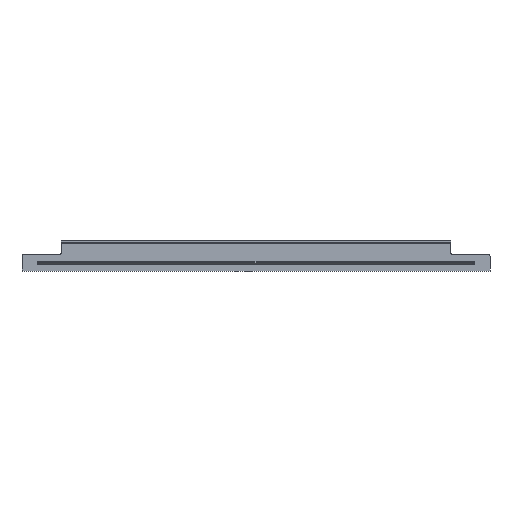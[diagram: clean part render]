
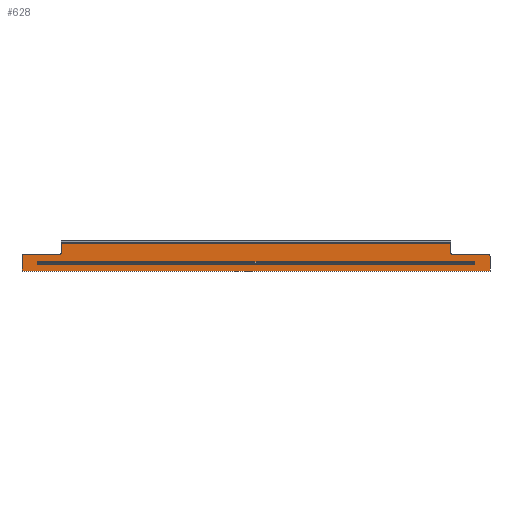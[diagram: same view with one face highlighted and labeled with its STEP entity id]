
A CAD part, front view. The second image highlights one B-rep face of the part: STEP entity #628.
In plain terms, the highlighted planar face has unit normal (0, -1, 0).
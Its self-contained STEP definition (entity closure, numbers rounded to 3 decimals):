
#8 = CARTESIAN_POINT ( 'NONE',  ( -296., 9.3, 8.75 ) ) ;
#17 = VERTEX_POINT ( 'NONE', #2012 ) ;
#23 = EDGE_CURVE ( 'NONE', #850, #1287, #626, .T. ) ;
#35 = VECTOR ( 'NONE', #383, 1000. ) ;
#45 = CARTESIAN_POINT ( 'NONE',  ( -248., 9.3, 25.45 ) ) ;
#47 = EDGE_CURVE ( 'NONE', #1679, #2025, #451, .T. ) ;
#55 = ORIENTED_EDGE ( 'NONE', *, *, #695, .T. ) ;
#70 = DIRECTION ( 'NONE',  ( 0., -1., 0. ) ) ;
#104 = VERTEX_POINT ( 'NONE', #1738 ) ;
#107 = EDGE_CURVE ( 'NONE', #1250, #2025, #1270, .T. ) ;
#117 = CARTESIAN_POINT ( 'NONE',  ( 298., 9.3, 0.7 ) ) ;
#150 = LINE ( 'NONE', #1874, #1823 ) ;
#184 = EDGE_CURVE ( 'NONE', #1755, #1011, #1915, .T. ) ;
#229 = ORIENTED_EDGE ( 'NONE', *, *, #1892, .F. ) ;
#232 = CIRCLE ( 'NONE', #1682, 2. ) ;
#248 = EDGE_LOOP ( 'NONE', ( #1929, #55, #1634, #569, #502, #275, #1745, #1122, #1491, #525, #535, #932 ) ) ;
#275 = ORIENTED_EDGE ( 'NONE', *, *, #2019, .T. ) ;
#280 = DIRECTION ( 'NONE',  ( 0., 0., -1. ) ) ;
#289 = EDGE_CURVE ( 'NONE', #1143, #584, #150, .T. ) ;
#342 = EDGE_CURVE ( 'NONE', #1011, #1143, #1106, .T. ) ;
#383 = DIRECTION ( 'NONE',  ( -1., 0., 0. ) ) ;
#384 = VECTOR ( 'NONE', #875, 1000. ) ;
#400 = LINE ( 'NONE', #702, #946 ) ;
#414 = VECTOR ( 'NONE', #2023, 1000. ) ;
#416 = CARTESIAN_POINT ( 'NONE',  ( -296., 9.3, 10.75 ) ) ;
#420 = CIRCLE ( 'NONE', #1926, 2. ) ;
#435 = VECTOR ( 'NONE', #1217, 1000. ) ;
#439 = VERTEX_POINT ( 'NONE', #1620 ) ;
#451 = LINE ( 'NONE', #117, #414 ) ;
#458 = CARTESIAN_POINT ( 'NONE',  ( -251., 9.3, 10.75 ) ) ;
#473 = DIRECTION ( 'NONE',  ( 0., 0., 1. ) ) ;
#475 = DIRECTION ( 'NONE',  ( -1., 0., 0. ) ) ;
#494 = CARTESIAN_POINT ( 'NONE',  ( -278., 9.3, -0.7 ) ) ;
#502 = ORIENTED_EDGE ( 'NONE', *, *, #23, .T. ) ;
#525 = ORIENTED_EDGE ( 'NONE', *, *, #1718, .T. ) ;
#535 = ORIENTED_EDGE ( 'NONE', *, *, #1570, .T. ) ;
#549 = AXIS2_PLACEMENT_3D ( 'NONE', #1882, #635, #1302 ) ;
#569 = ORIENTED_EDGE ( 'NONE', *, *, #1271, .T. ) ;
#584 = VERTEX_POINT ( 'NONE', #416 ) ;
#586 = CARTESIAN_POINT ( 'NONE',  ( 298., 9.3, 10.75 ) ) ;
#616 = VECTOR ( 'NONE', #1437, 1000. ) ;
#626 = LINE ( 'NONE', #903, #1167 ) ;
#628 = ADVANCED_FACE ( 'NONE', ( #1429, #1267 ), #1746, .F. ) ;
#635 = DIRECTION ( 'NONE',  ( 0., 1., 0. ) ) ;
#646 = DIRECTION ( 'NONE',  ( 0., 0., -1. ) ) ;
#649 = VERTEX_POINT ( 'NONE', #1576 ) ;
#665 = CARTESIAN_POINT ( 'NONE',  ( 248., 9.3, 25.45 ) ) ;
#674 = CARTESIAN_POINT ( 'NONE',  ( 298., 9.3, 25.45 ) ) ;
#682 = CARTESIAN_POINT ( 'NONE',  ( 298., 9.3, -10.25 ) ) ;
#690 = EDGE_CURVE ( 'NONE', #1166, #17, #709, .T. ) ;
#695 = EDGE_CURVE ( 'NONE', #104, #439, #420, .T. ) ;
#700 = VECTOR ( 'NONE', #1026, 1000. ) ;
#702 = CARTESIAN_POINT ( 'NONE',  ( 298., 9.3, -0.7 ) ) ;
#709 = LINE ( 'NONE', #682, #384 ) ;
#715 = EDGE_CURVE ( 'NONE', #104, #1166, #400, .T. ) ;
#719 = AXIS2_PLACEMENT_3D ( 'NONE', #674, #828, #473 ) ;
#755 = LINE ( 'NONE', #1017, #435 ) ;
#780 = CARTESIAN_POINT ( 'NONE',  ( 248., 9.3, 13.75 ) ) ;
#792 = DIRECTION ( 'NONE',  ( 0., 1., 0. ) ) ;
#824 = DIRECTION ( 'NONE',  ( 0., 0., 1. ) ) ;
#828 = DIRECTION ( 'NONE',  ( 0., 1., 0. ) ) ;
#850 = VERTEX_POINT ( 'NONE', #780 ) ;
#866 = CARTESIAN_POINT ( 'NONE',  ( -278., 9.3, 0.7 ) ) ;
#875 = DIRECTION ( 'NONE',  ( -1., 0., 0. ) ) ;
#896 = LINE ( 'NONE', #1181, #700 ) ;
#903 = CARTESIAN_POINT ( 'NONE',  ( 248., 9.3, 25.45 ) ) ;
#920 = VECTOR ( 'NONE', #646, 1000. ) ;
#932 = ORIENTED_EDGE ( 'NONE', *, *, #690, .F. ) ;
#935 = CARTESIAN_POINT ( 'NONE',  ( 278., 9.3, -0.7 ) ) ;
#946 = VECTOR ( 'NONE', #1027, 1000. ) ;
#980 = CIRCLE ( 'NONE', #549, 3. ) ;
#995 = VERTEX_POINT ( 'NONE', #1806 ) ;
#1011 = VERTEX_POINT ( 'NONE', #1973 ) ;
#1017 = CARTESIAN_POINT ( 'NONE',  ( 298., 9.3, -0.7 ) ) ;
#1026 = DIRECTION ( 'NONE',  ( -1., 0., 0. ) ) ;
#1027 = DIRECTION ( 'NONE',  ( 0., 0., -1. ) ) ;
#1087 = DIRECTION ( 'NONE',  ( 0., 0., 1. ) ) ;
#1099 = DIRECTION ( 'NONE',  ( 0., -1., 0. ) ) ;
#1106 = CIRCLE ( 'NONE', #1206, 3. ) ;
#1122 = ORIENTED_EDGE ( 'NONE', *, *, #342, .T. ) ;
#1143 = VERTEX_POINT ( 'NONE', #458 ) ;
#1166 = VERTEX_POINT ( 'NONE', #1688 ) ;
#1167 = VECTOR ( 'NONE', #1087, 1000. ) ;
#1181 = CARTESIAN_POINT ( 'NONE',  ( 298., 9.3, 25.45 ) ) ;
#1206 = AXIS2_PLACEMENT_3D ( 'NONE', #1568, #792, #1913 ) ;
#1215 = DIRECTION ( 'NONE',  ( 0., 0., 1. ) ) ;
#1217 = DIRECTION ( 'NONE',  ( -1., 0., 0. ) ) ;
#1243 = VERTEX_POINT ( 'NONE', #935 ) ;
#1250 = VERTEX_POINT ( 'NONE', #494 ) ;
#1267 = FACE_OUTER_BOUND ( 'NONE', #248, .T. ) ;
#1270 = LINE ( 'NONE', #1893, #616 ) ;
#1271 = EDGE_CURVE ( 'NONE', #649, #850, #980, .T. ) ;
#1286 = ORIENTED_EDGE ( 'NONE', *, *, #47, .F. ) ;
#1287 = VERTEX_POINT ( 'NONE', #665 ) ;
#1293 = VECTOR ( 'NONE', #280, 1000. ) ;
#1302 = DIRECTION ( 'NONE',  ( 0., 0., 1. ) ) ;
#1335 = LINE ( 'NONE', #586, #35 ) ;
#1348 = DIRECTION ( 'NONE',  ( 0., 0., 1. ) ) ;
#1398 = CARTESIAN_POINT ( 'NONE',  ( 278., 9.3, 0.7 ) ) ;
#1407 = CARTESIAN_POINT ( 'NONE',  ( -298., 9.3, -0.7 ) ) ;
#1429 = FACE_BOUND ( 'NONE', #1762, .T. ) ;
#1437 = DIRECTION ( 'NONE',  ( 0., 0., 1. ) ) ;
#1441 = CARTESIAN_POINT ( 'NONE',  ( -248., 9.3, 25.45 ) ) ;
#1491 = ORIENTED_EDGE ( 'NONE', *, *, #289, .T. ) ;
#1496 = ORIENTED_EDGE ( 'NONE', *, *, #107, .T. ) ;
#1519 = CARTESIAN_POINT ( 'NONE',  ( 278., 9.3, -10.25 ) ) ;
#1537 = ORIENTED_EDGE ( 'NONE', *, *, #2010, .T. ) ;
#1543 = LINE ( 'NONE', #1407, #1293 ) ;
#1568 = CARTESIAN_POINT ( 'NONE',  ( -251., 9.3, 13.75 ) ) ;
#1570 = EDGE_CURVE ( 'NONE', #995, #17, #1543, .T. ) ;
#1576 = CARTESIAN_POINT ( 'NONE',  ( 251., 9.3, 10.75 ) ) ;
#1620 = CARTESIAN_POINT ( 'NONE',  ( 296., 9.3, 10.75 ) ) ;
#1634 = ORIENTED_EDGE ( 'NONE', *, *, #1842, .T. ) ;
#1679 = VERTEX_POINT ( 'NONE', #1398 ) ;
#1682 = AXIS2_PLACEMENT_3D ( 'NONE', #8, #1099, #824 ) ;
#1688 = CARTESIAN_POINT ( 'NONE',  ( 298., 9.3, -10.25 ) ) ;
#1714 = VECTOR ( 'NONE', #1215, 1000. ) ;
#1718 = EDGE_CURVE ( 'NONE', #584, #995, #232, .T. ) ;
#1738 = CARTESIAN_POINT ( 'NONE',  ( 298., 9.3, 8.75 ) ) ;
#1745 = ORIENTED_EDGE ( 'NONE', *, *, #184, .T. ) ;
#1746 = PLANE ( 'NONE',  #719 ) ;
#1755 = VERTEX_POINT ( 'NONE', #1441 ) ;
#1762 = EDGE_LOOP ( 'NONE', ( #229, #1537, #1496, #1286 ) ) ;
#1806 = CARTESIAN_POINT ( 'NONE',  ( -298., 9.3, 8.75 ) ) ;
#1822 = LINE ( 'NONE', #1519, #1714 ) ;
#1823 = VECTOR ( 'NONE', #475, 1000. ) ;
#1842 = EDGE_CURVE ( 'NONE', #439, #649, #1335, .T. ) ;
#1874 = CARTESIAN_POINT ( 'NONE',  ( 298., 9.3, 10.75 ) ) ;
#1882 = CARTESIAN_POINT ( 'NONE',  ( 251., 9.3, 13.75 ) ) ;
#1892 = EDGE_CURVE ( 'NONE', #1243, #1679, #1822, .T. ) ;
#1893 = CARTESIAN_POINT ( 'NONE',  ( -278., 9.3, -10.25 ) ) ;
#1913 = DIRECTION ( 'NONE',  ( 0., 0., 1. ) ) ;
#1915 = LINE ( 'NONE', #45, #920 ) ;
#1926 = AXIS2_PLACEMENT_3D ( 'NONE', #1959, #70, #1348 ) ;
#1929 = ORIENTED_EDGE ( 'NONE', *, *, #715, .F. ) ;
#1959 = CARTESIAN_POINT ( 'NONE',  ( 296., 9.3, 8.75 ) ) ;
#1973 = CARTESIAN_POINT ( 'NONE',  ( -248., 9.3, 13.75 ) ) ;
#2010 = EDGE_CURVE ( 'NONE', #1243, #1250, #755, .T. ) ;
#2012 = CARTESIAN_POINT ( 'NONE',  ( -298., 9.3, -10.25 ) ) ;
#2019 = EDGE_CURVE ( 'NONE', #1287, #1755, #896, .T. ) ;
#2023 = DIRECTION ( 'NONE',  ( -1., 0., 0. ) ) ;
#2025 = VERTEX_POINT ( 'NONE', #866 ) ;
